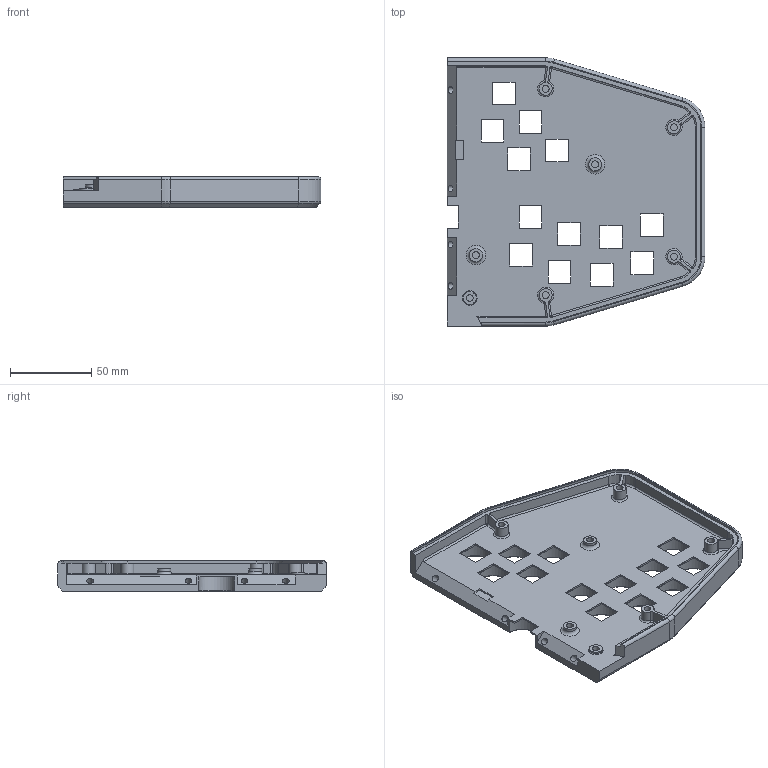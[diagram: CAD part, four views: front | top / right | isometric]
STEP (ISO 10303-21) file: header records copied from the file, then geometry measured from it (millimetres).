
FILE_DESCRIPTION(/* description */ (''),/* implementation_level */ '2;1');
FILE_NAME(/* name */ 'Right_FDM_body.step',/* time_stamp */ '2023-01-08T10:15:29-07:00',/* author */ (''),/* organization */ (''),/* preprocessor_version */ 'ST-DEVELOPER v19.2',/* originating_system */ 'Autodesk Translation Framework v11.17.0.187',/* authorisation */ '');
FILE_SCHEMA (('AUTOMOTIVE_DESIGN { 1 0 10303 214 3 1 1 }'));
Length unit declared in the file: millimetre
Products named in the file (1): Right_FDM_body
Bounding box: 158.75 x 165.1 x 19 mm (x, y, z)
Volume: 202285.4 mm3; surface area: 64126.3 mm2
Topology: 1 solids, 1 shells, 351 faces, 936 edges, 601 vertices
Faces by surface type: plane 217, cylinder 82, torus 37, sphere 9, cone 4, bspline 2
Full cylindrical faces by diameter (mm): 4.2 x11, 8 x3, 22 x13
Entity records: 11053 total; most frequent: CARTESIAN_POINT 1970, DIRECTION 1931, ORIENTED_EDGE 1872, EDGE_CURVE 936, AXIS2_PLACEMENT_3D 650, LINE 631, VECTOR 631, VERTEX_POINT 601
